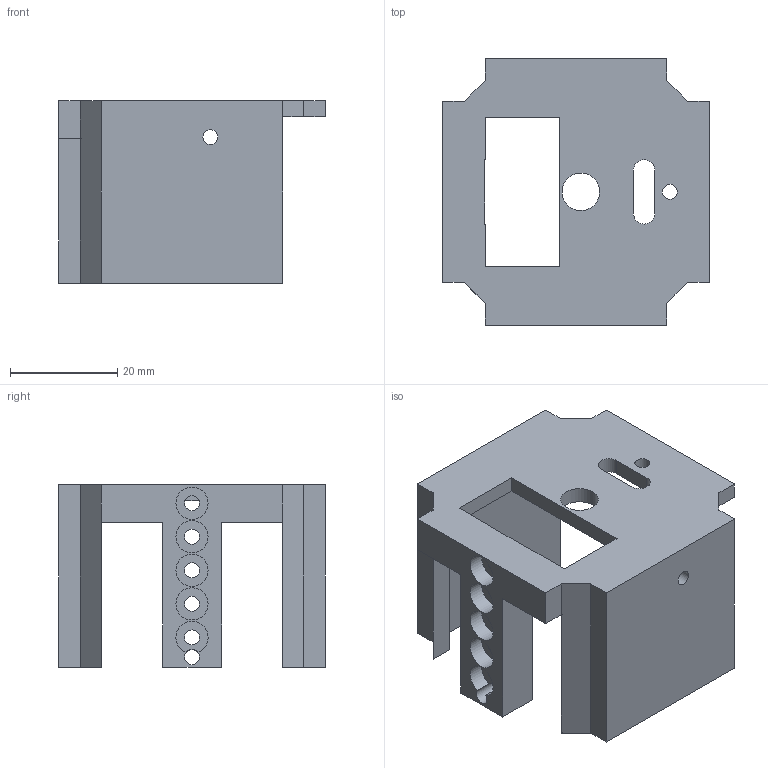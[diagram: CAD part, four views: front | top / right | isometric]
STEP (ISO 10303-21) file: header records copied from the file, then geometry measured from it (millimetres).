
FILE_DESCRIPTION(/* description */ (''),/* implementation_level */ '2;1');
FILE_NAME(/* name */ '30_Cube_Z_Focus_MGN_NEMA_base_belt_pushing_v3.ipt.step',/* time_stamp */ '2022-11-29T08:21:20+01:00',/* author */ ('diederichbenedict'),/* organization */ (''),/* preprocessor_version */ 'ST-DEVELOPER v18.1',/* originating_system */ 'Autodesk Inventor 2022',/* authorisation */ '');
FILE_SCHEMA (('AUTOMOTIVE_DESIGN { 1 0 10303 214 3 1 1 }'));
Length unit declared in the file: millimetre
Products named in the file (1): 30_Cube_Z_Focus_MGN_NEMA_base_belt_pushing_v3
Bounding box: 49.7 x 49.7 x 34 mm (x, y, z)
Volume: 17414.9 mm3; surface area: 11774.9 mm2
Topology: 1 solids, 1 shells, 65 faces, 178 edges, 118 vertices
Faces by surface type: plane 48, cylinder 17
Full cylindrical faces by diameter (mm): 2.8 x9, 6 x4, 7 x1
Entity records: 2141 total; most frequent: CARTESIAN_POINT 362, ORIENTED_EDGE 356, DIRECTION 346, EDGE_CURVE 178, LINE 142, VECTOR 142, VERTEX_POINT 118, AXIS2_PLACEMENT_3D 102
